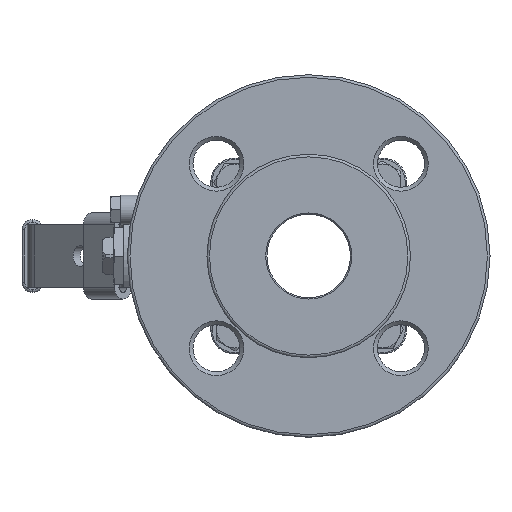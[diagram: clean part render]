
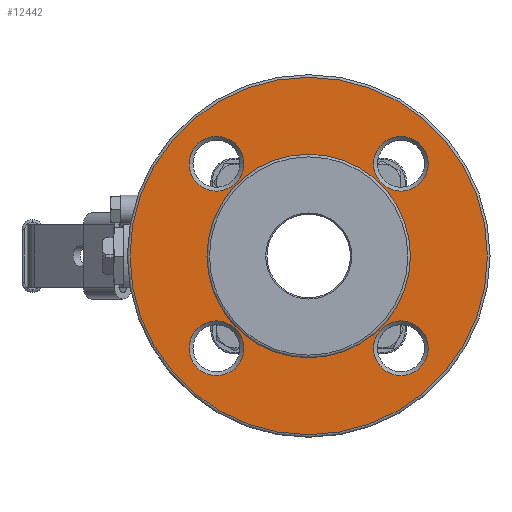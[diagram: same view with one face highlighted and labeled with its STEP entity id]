
A CAD part, left-side view. The second image highlights one B-rep face of the part: STEP entity #12442.
In plain terms, the highlighted planar face has unit normal (-1, 0, 0).
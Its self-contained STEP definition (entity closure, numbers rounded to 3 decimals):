
#9258 = CIRCLE ( 'NONE', #9262, 10.5 ) ;
#9262 = AXIS2_PLACEMENT_3D ( 'NONE', #12715, #12716, #12717 ) ;
#9280 = CIRCLE ( 'NONE', #9283, 10.5 ) ;
#9283 = AXIS2_PLACEMENT_3D ( 'NONE', #12753, #12754, #12755 ) ;
#9295 = CIRCLE ( 'NONE', #9299, 10.5 ) ;
#9299 = AXIS2_PLACEMENT_3D ( 'NONE', #12797, #12798, #12799 ) ;
#9448 = CIRCLE ( 'NONE', #9451, 68.5 ) ;
#9451 = AXIS2_PLACEMENT_3D ( 'NONE', #13136, #13137, #13138 ) ;
#9569 = CIRCLE ( 'NONE', #9572, 39. ) ;
#9572 = AXIS2_PLACEMENT_3D ( 'NONE', #13418, #13419, #13420 ) ;
#9608 = CIRCLE ( 'NONE', #9610, 10.5 ) ;
#9610 = AXIS2_PLACEMENT_3D ( 'NONE', #13541, #13542, #13543 ) ;
#12442 = ADVANCED_FACE ( 'NONE', ( #53278, #53264, #53281, #53283, #53277, #53279 ), #53280, .T. ) ;
#12715 = CARTESIAN_POINT ( 'NONE',  ( -70., 35.355, -35.355 ) ) ;
#12716 = DIRECTION ( 'NONE',  ( 1., 0., 0. ) ) ;
#12717 = DIRECTION ( 'NONE',  ( 0., -1., 0. ) ) ;
#12753 = CARTESIAN_POINT ( 'NONE',  ( -70., -35.355, -35.355 ) ) ;
#12754 = DIRECTION ( 'NONE',  ( 1., 0., 0. ) ) ;
#12755 = DIRECTION ( 'NONE',  ( 0., -1., 0. ) ) ;
#12797 = CARTESIAN_POINT ( 'NONE',  ( -70., 35.355, 35.355 ) ) ;
#12798 = DIRECTION ( 'NONE',  ( 1., 0., 0. ) ) ;
#12799 = DIRECTION ( 'NONE',  ( 0., -1., 0. ) ) ;
#13136 = CARTESIAN_POINT ( 'NONE',  ( -70., 0., 0. ) ) ;
#13137 = DIRECTION ( 'NONE',  ( -1., 0., 0. ) ) ;
#13138 = DIRECTION ( 'NONE',  ( 0., -1., 0. ) ) ;
#13418 = CARTESIAN_POINT ( 'NONE',  ( -70., 0., 0. ) ) ;
#13419 = DIRECTION ( 'NONE',  ( 1., 0., 0. ) ) ;
#13420 = DIRECTION ( 'NONE',  ( 0., 1., 0. ) ) ;
#13541 = CARTESIAN_POINT ( 'NONE',  ( -70., -35.355, 35.355 ) ) ;
#13542 = DIRECTION ( 'NONE',  ( 1., 0., 0. ) ) ;
#13543 = DIRECTION ( 'NONE',  ( 0., -1., 0. ) ) ;
#20876 = EDGE_LOOP ( 'NONE', ( #43244 ) ) ;
#20878 = EDGE_LOOP ( 'NONE', ( #43241 ) ) ;
#20880 = EDGE_LOOP ( 'NONE', ( #43243 ) ) ;
#20881 = EDGE_LOOP ( 'NONE', ( #43245 ) ) ;
#20901 = EDGE_LOOP ( 'NONE', ( #43240 ) ) ;
#20923 = EDGE_LOOP ( 'NONE', ( #43247 ) ) ;
#32797 = EDGE_CURVE ( 'NONE', #41566, #41566, #9258, .T. ) ;
#32810 = EDGE_CURVE ( 'NONE', #41577, #41577, #9280, .T. ) ;
#32821 = EDGE_CURVE ( 'NONE', #41581, #41581, #9295, .T. ) ;
#32905 = EDGE_CURVE ( 'NONE', #41678, #41678, #9448, .T. ) ;
#32960 = EDGE_CURVE ( 'NONE', #41705, #41705, #9569, .T. ) ;
#32983 = EDGE_CURVE ( 'NONE', #41729, #41729, #9608, .T. ) ;
#41566 = VERTEX_POINT ( 'NONE', #41574 ) ;
#41574 = CARTESIAN_POINT ( 'NONE',  ( -70., 24.855, -35.355 ) ) ;
#41577 = VERTEX_POINT ( 'NONE', #41583 ) ;
#41581 = VERTEX_POINT ( 'NONE', #41587 ) ;
#41583 = CARTESIAN_POINT ( 'NONE',  ( -70., -45.855, -35.355 ) ) ;
#41587 = CARTESIAN_POINT ( 'NONE',  ( -70., 24.855, 35.355 ) ) ;
#41678 = VERTEX_POINT ( 'NONE', #41686 ) ;
#41686 = CARTESIAN_POINT ( 'NONE',  ( -70., -68.5, 0. ) ) ;
#41705 = VERTEX_POINT ( 'NONE', #41711 ) ;
#41711 = CARTESIAN_POINT ( 'NONE',  ( -70., 39., 0. ) ) ;
#41729 = VERTEX_POINT ( 'NONE', #41737 ) ;
#41737 = CARTESIAN_POINT ( 'NONE',  ( -70., -45.855, 35.355 ) ) ;
#43240 = ORIENTED_EDGE ( 'NONE', *, *, #32821, .T. ) ;
#43241 = ORIENTED_EDGE ( 'NONE', *, *, #32797, .T. ) ;
#43243 = ORIENTED_EDGE ( 'NONE', *, *, #32810, .T. ) ;
#43244 = ORIENTED_EDGE ( 'NONE', *, *, #32983, .T. ) ;
#43245 = ORIENTED_EDGE ( 'NONE', *, *, #32905, .T. ) ;
#43247 = ORIENTED_EDGE ( 'NONE', *, *, #32960, .T. ) ;
#53264 = FACE_BOUND ( 'NONE', #20878, .T. ) ;
#53277 = FACE_OUTER_BOUND ( 'NONE', #20881, .T. ) ;
#53278 = FACE_BOUND ( 'NONE', #20901, .T. ) ;
#53279 = FACE_BOUND ( 'NONE', #20923, .T. ) ;
#53280 = PLANE ( 'NONE',  #53680 ) ;
#53281 = FACE_BOUND ( 'NONE', #20880, .T. ) ;
#53283 = FACE_BOUND ( 'NONE', #20876, .T. ) ;
#53293 = CARTESIAN_POINT ( 'NONE',  ( -70., 69.5, 0. ) ) ;
#53294 = DIRECTION ( 'NONE',  ( -1., 0., 0. ) ) ;
#53295 = DIRECTION ( 'NONE',  ( 0., -1., 0. ) ) ;
#53680 = AXIS2_PLACEMENT_3D ( 'NONE', #53293, #53294, #53295 ) ;
